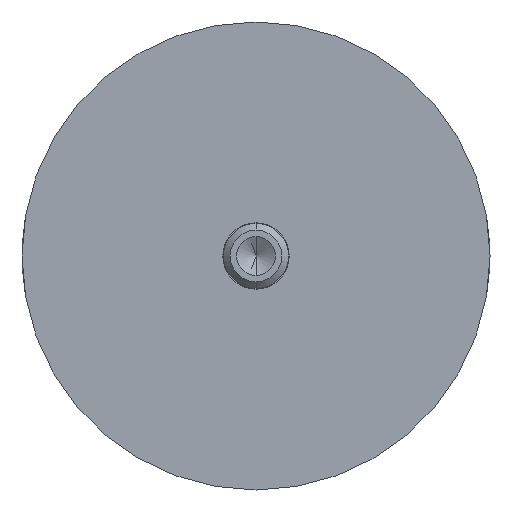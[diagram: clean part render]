
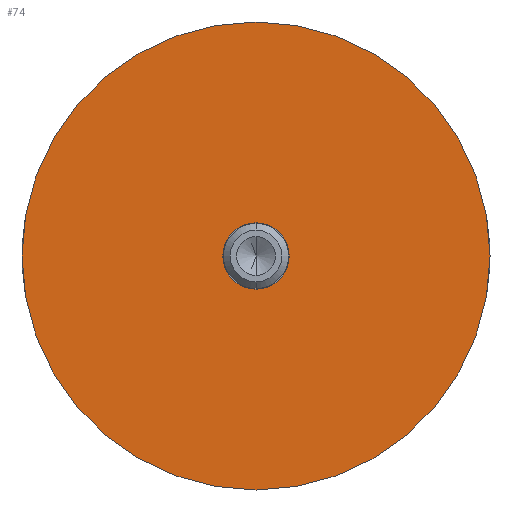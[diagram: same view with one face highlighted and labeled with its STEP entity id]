
A CAD part, front view. The second image highlights one B-rep face of the part: STEP entity #74.
In plain terms, the highlighted planar face has unit normal (0, -1, 0).
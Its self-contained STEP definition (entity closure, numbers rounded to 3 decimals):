
#19 = AXIS2_PLACEMENT_3D ( 'NONE', #926, #1702, #1323 ) ;
#74 = ADVANCED_FACE ( 'NONE', ( #1945, #1143 ), #532, .F. ) ;
#80 = ORIENTED_EDGE ( 'NONE', *, *, #1178, .T. ) ;
#95 = CIRCLE ( 'NONE', #2302, 5.1 ) ;
#111 = DIRECTION ( 'NONE',  ( 0., 1., 0. ) ) ;
#175 = AXIS2_PLACEMENT_3D ( 'NONE', #2343, #554, #2153 ) ;
#307 = CARTESIAN_POINT ( 'NONE',  ( 0., 10., -36. ) ) ;
#316 = EDGE_LOOP ( 'NONE', ( #1670, #80 ) ) ;
#490 = VERTEX_POINT ( 'NONE', #1345 ) ;
#532 = PLANE ( 'NONE',  #667 ) ;
#539 = EDGE_CURVE ( 'NONE', #2150, #552, #719, .T. ) ;
#552 = VERTEX_POINT ( 'NONE', #2558 ) ;
#554 = DIRECTION ( 'NONE',  ( 0., 1., 0. ) ) ;
#559 = DIRECTION ( 'NONE',  ( 0., 0., 1. ) ) ;
#580 = EDGE_CURVE ( 'NONE', #552, #2150, #1942, .T. ) ;
#667 = AXIS2_PLACEMENT_3D ( 'NONE', #2542, #931, #559 ) ;
#719 = CIRCLE ( 'NONE', #175, 36. ) ;
#770 = CIRCLE ( 'NONE', #19, 5.1 ) ;
#926 = CARTESIAN_POINT ( 'NONE',  ( 0., 10., 0. ) ) ;
#931 = DIRECTION ( 'NONE',  ( 0., 1., 0. ) ) ;
#1087 = ORIENTED_EDGE ( 'NONE', *, *, #539, .F. ) ;
#1143 = FACE_BOUND ( 'NONE', #316, .T. ) ;
#1178 = EDGE_CURVE ( 'NONE', #490, #1680, #95, .T. ) ;
#1244 = DIRECTION ( 'NONE',  ( 0., 0., 1. ) ) ;
#1247 = DIRECTION ( 'NONE',  ( 0., 1., 0. ) ) ;
#1323 = DIRECTION ( 'NONE',  ( 0., 0., 1. ) ) ;
#1345 = CARTESIAN_POINT ( 'NONE',  ( 0., 10., 5.1 ) ) ;
#1413 = DIRECTION ( 'NONE',  ( 0., 0., 1. ) ) ;
#1467 = EDGE_LOOP ( 'NONE', ( #1087, #1879 ) ) ;
#1670 = ORIENTED_EDGE ( 'NONE', *, *, #1720, .T. ) ;
#1680 = VERTEX_POINT ( 'NONE', #2550 ) ;
#1702 = DIRECTION ( 'NONE',  ( 0., 1., 0. ) ) ;
#1720 = EDGE_CURVE ( 'NONE', #1680, #490, #770, .T. ) ;
#1879 = ORIENTED_EDGE ( 'NONE', *, *, #580, .F. ) ;
#1942 = CIRCLE ( 'NONE', #2267, 36. ) ;
#1945 = FACE_OUTER_BOUND ( 'NONE', #1467, .T. ) ;
#2054 = CARTESIAN_POINT ( 'NONE',  ( 0., 10., 0. ) ) ;
#2150 = VERTEX_POINT ( 'NONE', #307 ) ;
#2153 = DIRECTION ( 'NONE',  ( 0., 0., 1. ) ) ;
#2267 = AXIS2_PLACEMENT_3D ( 'NONE', #2386, #1247, #1413 ) ;
#2302 = AXIS2_PLACEMENT_3D ( 'NONE', #2054, #111, #1244 ) ;
#2343 = CARTESIAN_POINT ( 'NONE',  ( 0., 10., 0. ) ) ;
#2386 = CARTESIAN_POINT ( 'NONE',  ( 0., 10., 0. ) ) ;
#2542 = CARTESIAN_POINT ( 'NONE',  ( 0., 10., 0. ) ) ;
#2550 = CARTESIAN_POINT ( 'NONE',  ( 0., 10., -5.1 ) ) ;
#2558 = CARTESIAN_POINT ( 'NONE',  ( 0., 10., 36. ) ) ;
